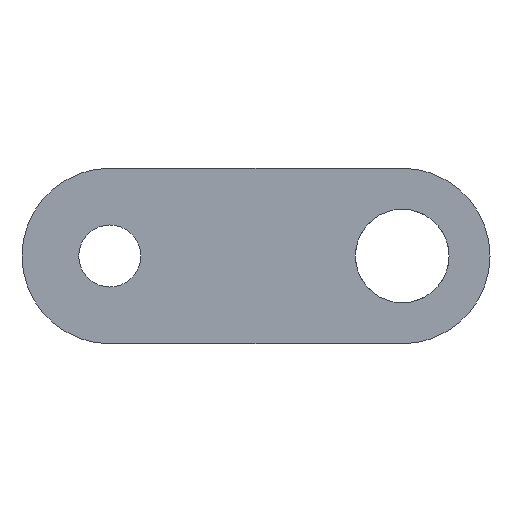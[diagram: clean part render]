
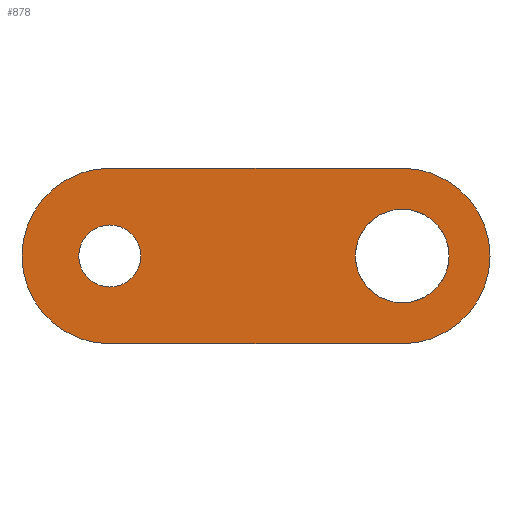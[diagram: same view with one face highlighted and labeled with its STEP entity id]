
A CAD part, front view. The second image highlights one B-rep face of the part: STEP entity #878.
In plain terms, the highlighted planar face has unit normal (0, -1, 0).
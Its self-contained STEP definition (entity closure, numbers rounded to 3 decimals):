
#23=CIRCLE('',#915,4.);
#24=CIRCLE('',#917,2.65);
#25=CIRCLE('',#920,7.5);
#26=CIRCLE('',#923,7.5);
#32=FACE_BOUND('',#199,.T.);
#33=FACE_BOUND('',#200,.T.);
#146=FACE_OUTER_BOUND('',#198,.T.);
#198=EDGE_LOOP('',(#805,#806,#807,#808));
#199=EDGE_LOOP('',(#809));
#200=EDGE_LOOP('',(#810));
#269=LINE('',#1509,#343);
#273=LINE('',#1518,#347);
#343=VECTOR('',#1048,10.);
#347=VECTOR('',#1058,10.);
#427=VERTEX_POINT('',#1499);
#428=VERTEX_POINT('',#1503);
#429=VERTEX_POINT('',#1507);
#430=VERTEX_POINT('',#1508);
#431=VERTEX_POINT('',#1513);
#432=VERTEX_POINT('',#1517);
#548=EDGE_CURVE('',#427,#427,#23,.T.);
#550=EDGE_CURVE('',#428,#428,#24,.T.);
#551=EDGE_CURVE('',#429,#430,#269,.T.);
#554=EDGE_CURVE('',#431,#430,#25,.T.);
#556=EDGE_CURVE('',#432,#431,#273,.T.);
#558=EDGE_CURVE('',#429,#432,#26,.T.);
#805=ORIENTED_EDGE('',*,*,#558,.F.);
#806=ORIENTED_EDGE('',*,*,#551,.T.);
#807=ORIENTED_EDGE('',*,*,#554,.F.);
#808=ORIENTED_EDGE('',*,*,#556,.F.);
#809=ORIENTED_EDGE('',*,*,#548,.T.);
#810=ORIENTED_EDGE('',*,*,#550,.F.);
#831=PLANE('',#925);
#878=ADVANCED_FACE('',(#146,#32,#33),#831,.F.);
#915=AXIS2_PLACEMENT_3D('',#1501,#1039,#1040);
#917=AXIS2_PLACEMENT_3D('',#1505,#1044,#1045);
#920=AXIS2_PLACEMENT_3D('',#1514,#1053,#1054);
#923=AXIS2_PLACEMENT_3D('',#1521,#1062,#1063);
#925=AXIS2_PLACEMENT_3D('',#1523,#1066,#1067);
#1039=DIRECTION('center_axis',(0.,1.,0.));
#1040=DIRECTION('ref_axis',(-1.,0.,0.));
#1044=DIRECTION('center_axis',(0.,-1.,0.));
#1045=DIRECTION('ref_axis',(-1.,0.,0.));
#1048=DIRECTION('',(1.,0.,0.));
#1053=DIRECTION('center_axis',(0.,1.,0.));
#1054=DIRECTION('ref_axis',(-1.,0.,0.));
#1058=DIRECTION('',(1.,0.,0.));
#1062=DIRECTION('center_axis',(0.,1.,0.));
#1063=DIRECTION('ref_axis',(-1.,0.,0.));
#1066=DIRECTION('center_axis',(0.,1.,0.));
#1067=DIRECTION('ref_axis',(-1.,0.,0.));
#1499=CARTESIAN_POINT('',(-166.,-250.,195.));
#1501=CARTESIAN_POINT('Origin',(-170.,-250.,195.));
#1503=CARTESIAN_POINT('',(-192.35,-250.,195.));
#1505=CARTESIAN_POINT('Origin',(-195.,-250.,195.));
#1507=CARTESIAN_POINT('',(-195.,-250.,187.5));
#1508=CARTESIAN_POINT('',(-170.,-250.,187.5));
#1509=CARTESIAN_POINT('',(-195.,-250.,187.5));
#1513=CARTESIAN_POINT('',(-170.,-250.,202.5));
#1514=CARTESIAN_POINT('Origin',(-170.,-250.,195.));
#1517=CARTESIAN_POINT('',(-195.,-250.,202.5));
#1518=CARTESIAN_POINT('',(-195.,-250.,202.5));
#1521=CARTESIAN_POINT('Origin',(-195.,-250.,195.));
#1523=CARTESIAN_POINT('Origin',(-182.5,-250.,195.));
